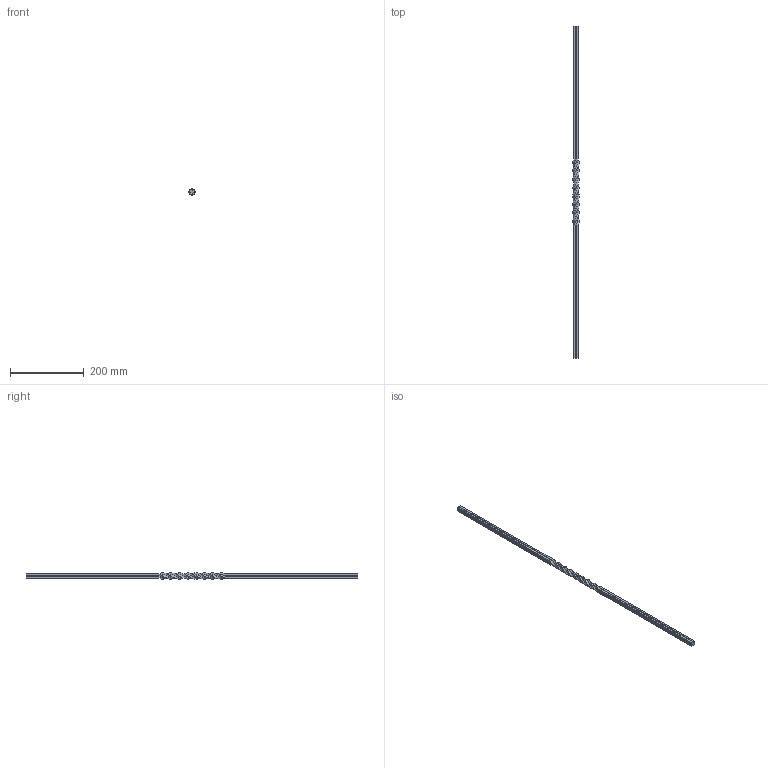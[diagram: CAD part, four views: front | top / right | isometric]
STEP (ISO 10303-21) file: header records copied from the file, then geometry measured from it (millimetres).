
FILE_DESCRIPTION (( 'STEP AP203' ), '1' );
FILE_NAME ('1104.step', '2023-06-09T11:45:07', ( '' ), ( '' ), 'SwSTEP 2.0', 'SolidWorks 2018', '' );
FILE_SCHEMA (( 'CONFIG_CONTROL_DESIGN' ));
Length unit declared in the file: millimetre
Products named in the file (1): 1104
Bounding box: 16.96 x 900 x 16.96 mm (x, y, z)
Volume: 125866.6 mm3; surface area: 46774.9 mm2
Topology: 1 solids, 1 shells, 246 faces, 646 edges, 420 vertices
Faces by surface type: plane 153, bspline 93
Entity records: 13597 total; most frequent: CARTESIAN_POINT 8078, ORIENTED_EDGE 1292, DIRECTION 784, EDGE_CURVE 646, VECTOR 476, LINE 476, VERTEX_POINT 420, EDGE_LOOP 264
